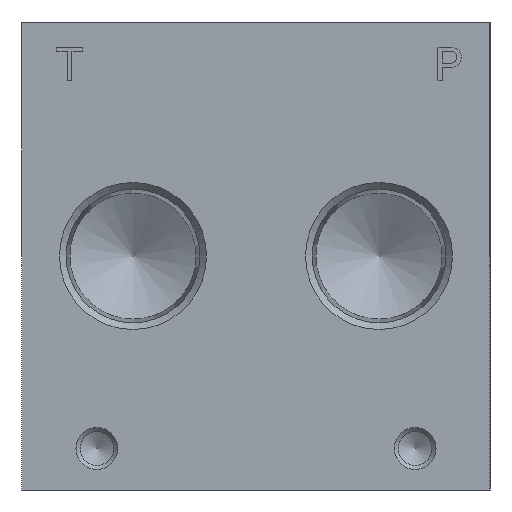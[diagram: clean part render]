
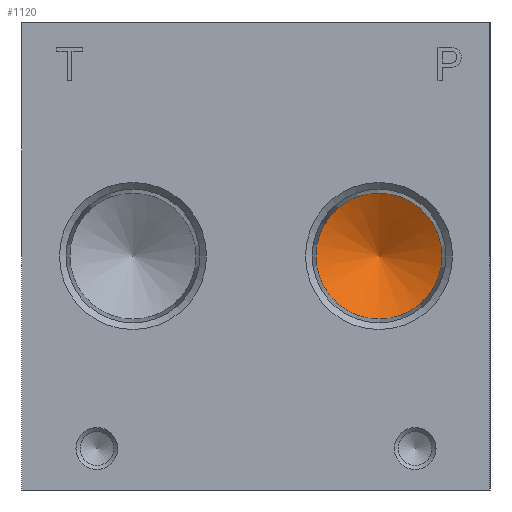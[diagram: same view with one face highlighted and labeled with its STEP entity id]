
A CAD part, left-side view. The second image highlights one B-rep face of the part: STEP entity #1120.
In plain terms, the highlighted conical face has half-angle 60.93 degrees and reference radius 11.971 mm.
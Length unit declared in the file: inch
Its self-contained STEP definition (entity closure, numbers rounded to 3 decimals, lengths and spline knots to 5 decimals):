
#1120 = ADVANCED_FACE( '', ( #2575, #2576 ), #2577, .F. );
#2575 = FACE_BOUND( '', #4284, .T. );
#2576 = FACE_OUTER_BOUND( '', #4285, .T. );
#2577 = CONICAL_SURFACE( '', #4286, 0.4713, 1.063 );
#4284 = VERTEX_LOOP( '', #7508 );
#4285 = EDGE_LOOP( '', ( #7509 ) );
#4286 = AXIS2_PLACEMENT_3D( '', #7510, #7511, #7512 );
#7508 = VERTEX_POINT( '', #10211 );
#7509 = ORIENTED_EDGE( '', *, *, #9787, .F. );
#7510 = CARTESIAN_POINT( '', ( 0.981, 0.83, 1.75 ) );
#7511 = DIRECTION( '', ( -1., 0., 0. ) );
#7512 = DIRECTION( '', ( 0., 0., 1. ) );
#9787 = EDGE_CURVE( '', #11873, #11873, #11874, .T. );
#10211 = CARTESIAN_POINT( '', ( 1.243, 0.83, 1.75 ) );
#11873 = VERTEX_POINT( '', #14702 );
#11874 = CIRCLE( '', #14703, 0.4713 );
#14702 = CARTESIAN_POINT( '', ( 0.981, 0.83, 1.2787 ) );
#14703 = AXIS2_PLACEMENT_3D( '', #17005, #17006, #17007 );
#17005 = CARTESIAN_POINT( '', ( 0.981, 0.83, 1.75 ) );
#17006 = DIRECTION( '', ( 1., 0., 0. ) );
#17007 = DIRECTION( '', ( 0., 0., -1. ) );
